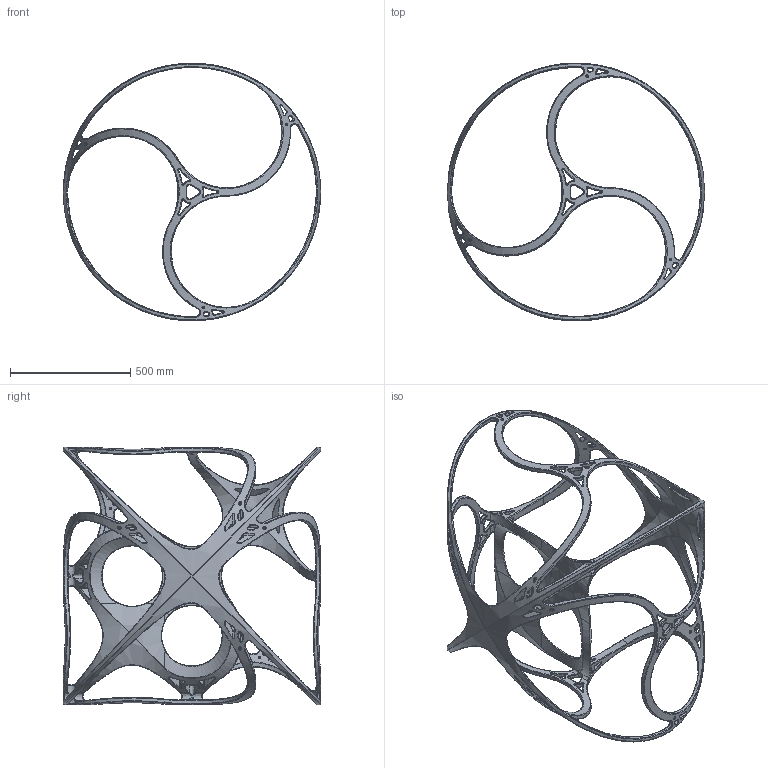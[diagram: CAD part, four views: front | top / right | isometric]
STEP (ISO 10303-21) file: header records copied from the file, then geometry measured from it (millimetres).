
FILE_DESCRIPTION(('FreeCAD Model'),'2;1');
FILE_NAME('Open CASCADE Shape Model','2025-05-04T02:42:56',('FreeCAD'),( 'FreeCAD'),'Open CASCADE STEP processor 7.6','FreeCAD','Unknown');
FILE_SCHEMA(('AUTOMOTIVE_DESIGN { 1 0 10303 214 1 1 1 1 }'));
Products named in the file (1): Open CASCADE STEP translator 7.6 1
Bounding box: 1072.72 x 1072.71 x 1072.72 mm (x, y, z)
Volume: 19315666.8 mm3; surface area: 2888239.3 mm2
Topology: 1 solids, 1 shells, 2407 faces, 5797 edges, 3100 vertices
Faces by surface type: bspline 2407
Entity records: 147180 total; most frequent: CARTESIAN_POINT 114590, ORIENTED_EDGE 11186, EDGE_CURVE 5593, B_SPLINE_CURVE_WITH_KNOTS 3514, VERTEX_POINT 3100, FACE_BOUND 2575, EDGE_LOOP 2575, ADVANCED_FACE 2407
